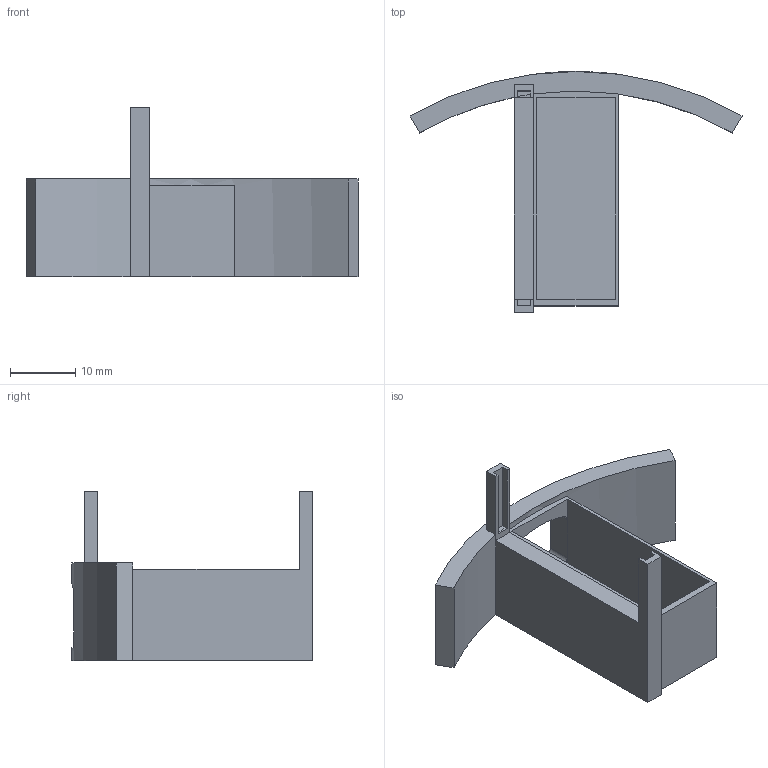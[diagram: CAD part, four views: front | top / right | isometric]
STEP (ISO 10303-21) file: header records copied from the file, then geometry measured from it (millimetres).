
FILE_DESCRIPTION(('FreeCAD Model'),'2;1');
FILE_NAME('interior_servo_bay_v4.step', '2015-06-09T11:20:19',('Author'),(''), 'Open CASCADE STEP processor 6.8','FreeCAD','Unknown');
FILE_SCHEMA(('AUTOMOTIVE_DESIGN_CC2 { 1 2 10303 214 -1 1 5 4 }'));
Length unit declared in the file: millimetre
Products named in the file (1): Fusion002
Bounding box: 51 x 37 x 26 mm (x, y, z)
Volume: 4896.1 mm3; surface area: 5172.6 mm2
Topology: 1 solids, 1 shells, 49 faces, 129 edges, 82 vertices
Faces by surface type: plane 40, cylinder 9
Entity records: 4525 total; most frequent: CARTESIAN_POINT 2015, DIRECTION 427, LINE 276, VECTOR 276, ORIENTED_EDGE 258, PCURVE 258, DEFINITIONAL_REPRESENTATION 258, EDGE_CURVE 129
